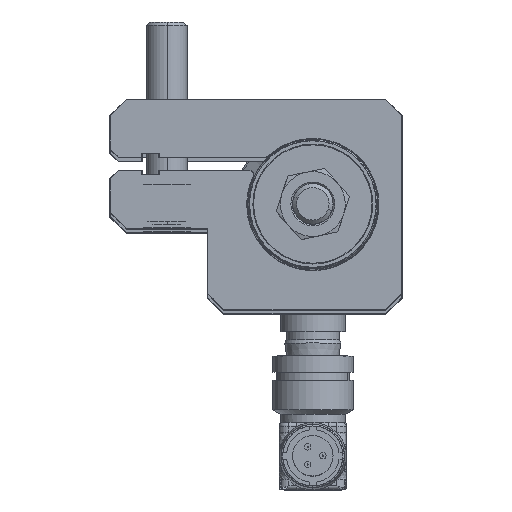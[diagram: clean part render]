
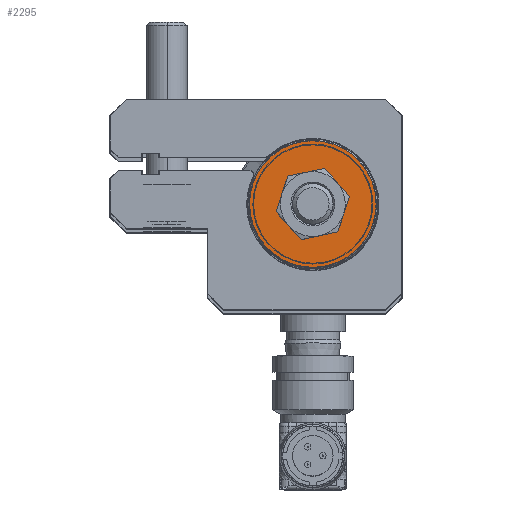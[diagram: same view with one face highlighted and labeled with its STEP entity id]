
A CAD part, top view. The second image highlights one B-rep face of the part: STEP entity #2295.
In plain terms, the highlighted planar face has unit normal (0, 0, 1).
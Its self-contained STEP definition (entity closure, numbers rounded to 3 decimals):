
#976 = ORIENTED_EDGE ( 'NONE', *, *, #1884, .T. ) ;
#1202 = VERTEX_POINT ( 'NONE', #15973 ) ;
#1884 = EDGE_CURVE ( 'NONE', #1202, #1888, #15997, .T. ) ;
#1887 = EDGE_CURVE ( 'NONE', #1888, #1202, #16026, .T. ) ;
#1888 = VERTEX_POINT ( 'NONE', #15985 ) ;
#2295 = ADVANCED_FACE ( 'NONE', ( #16081, #16066 ), #16069, .T. ) ;
#2483 = EDGE_CURVE ( 'NONE', #13017, #13027, #16062, .T. ) ;
#2490 = ORIENTED_EDGE ( 'NONE', *, *, #1887, .T. ) ;
#5660 = DIRECTION ( 'NONE',  ( 0.771, -0.637, 0. ) ) ;
#5661 = DIRECTION ( 'NONE',  ( 0., 0., 1. ) ) ;
#5662 = CARTESIAN_POINT ( 'NONE',  ( 0., 0., 1. ) ) ;
#5663 = AXIS2_PLACEMENT_3D ( 'NONE', #5662, #5661, #5660 ) ;
#5664 = CIRCLE ( 'NONE', #5663, 7.8 ) ;
#8153 = CARTESIAN_POINT ( 'NONE',  ( 6.012, -4.97, 1. ) ) ;
#8181 = CARTESIAN_POINT ( 'NONE',  ( -6.012, 4.97, 1. ) ) ;
#12275 = EDGE_CURVE ( 'NONE', #13027, #13017, #5664, .T. ) ;
#13017 = VERTEX_POINT ( 'NONE', #8181 ) ;
#13027 = VERTEX_POINT ( 'NONE', #8153 ) ;
#15973 = CARTESIAN_POINT ( 'NONE',  ( -2.119, 1.752, 1. ) ) ;
#15983 = DIRECTION ( 'NONE',  ( 0.771, -0.637, 0. ) ) ;
#15984 = AXIS2_PLACEMENT_3D ( 'NONE', #15999, #16025, #15983 ) ;
#15985 = CARTESIAN_POINT ( 'NONE',  ( 2.119, -1.752, 1. ) ) ;
#15996 = AXIS2_PLACEMENT_3D ( 'NONE', #16019, #16018, #16017 ) ;
#15997 = CIRCLE ( 'NONE', #15984, 2.75 ) ;
#15999 = CARTESIAN_POINT ( 'NONE',  ( 0., 0., 1. ) ) ;
#16017 = DIRECTION ( 'NONE',  ( 0.771, -0.637, 0. ) ) ;
#16018 = DIRECTION ( 'NONE',  ( 0., 0., -1. ) ) ;
#16019 = CARTESIAN_POINT ( 'NONE',  ( 0., 0., 1. ) ) ;
#16025 = DIRECTION ( 'NONE',  ( 0., 0., -1. ) ) ;
#16026 = CIRCLE ( 'NONE', #15996, 2.75 ) ;
#16062 = CIRCLE ( 'NONE', #16102, 7.8 ) ;
#16066 = FACE_BOUND ( 'NONE', #22672, .T. ) ;
#16069 = PLANE ( 'NONE',  #16072 ) ;
#16072 = AXIS2_PLACEMENT_3D ( 'NONE', #16109, #16108, #16107 ) ;
#16081 = FACE_OUTER_BOUND ( 'NONE', #22464, .T. ) ;
#16099 = DIRECTION ( 'NONE',  ( 0.771, -0.637, 0. ) ) ;
#16100 = DIRECTION ( 'NONE',  ( 0., 0., 1. ) ) ;
#16101 = CARTESIAN_POINT ( 'NONE',  ( 0., 0., 1. ) ) ;
#16102 = AXIS2_PLACEMENT_3D ( 'NONE', #16101, #16100, #16099 ) ;
#16107 = DIRECTION ( 'NONE',  ( 0.771, -0.637, 0. ) ) ;
#16108 = DIRECTION ( 'NONE',  ( 0., 0., 1. ) ) ;
#16109 = CARTESIAN_POINT ( 'NONE',  ( 0., 0., 1. ) ) ;
#21859 = ORIENTED_EDGE ( 'NONE', *, *, #12275, .T. ) ;
#22464 = EDGE_LOOP ( 'NONE', ( #22696, #21859 ) ) ;
#22672 = EDGE_LOOP ( 'NONE', ( #2490, #976 ) ) ;
#22696 = ORIENTED_EDGE ( 'NONE', *, *, #2483, .T. ) ;
